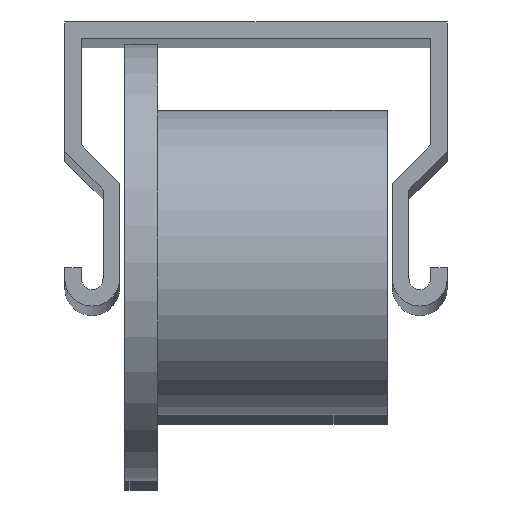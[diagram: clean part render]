
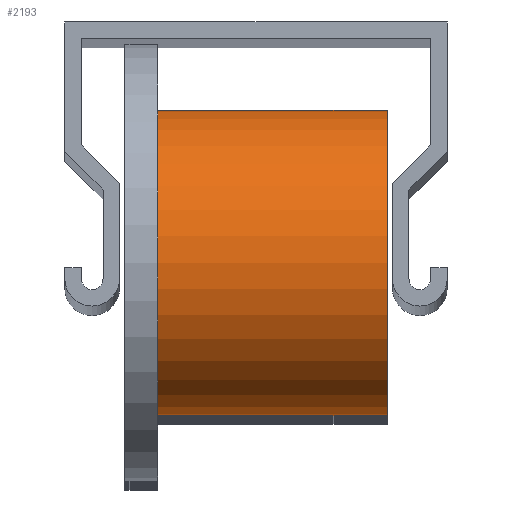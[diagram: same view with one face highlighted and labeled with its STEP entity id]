
A CAD part, top view. The second image highlights one B-rep face of the part: STEP entity #2193.
In plain terms, the highlighted cylindrical face has radius 14 mm (diameter 28 mm), a partial arc.
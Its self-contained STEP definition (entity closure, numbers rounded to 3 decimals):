
#49 = CARTESIAN_POINT ( 'NONE',  ( 8.5, 28., 467. ) ) ;
#50 = ORIENTED_EDGE ( 'NONE', *, *, #983, .T. ) ;
#73 = FACE_OUTER_BOUND ( 'NONE', #170, .T. ) ;
#134 = DIRECTION ( 'NONE',  ( -1., 0., 0. ) ) ;
#170 = EDGE_LOOP ( 'NONE', ( #1232, #50, #1704, #1225 ) ) ;
#171 = DIRECTION ( 'NONE',  ( -1., 0., 0. ) ) ;
#304 = CARTESIAN_POINT ( 'NONE',  ( 8.5, 14., 467. ) ) ;
#368 = DIRECTION ( 'NONE',  ( -1., 0., 0. ) ) ;
#379 = EDGE_CURVE ( 'NONE', #1039, #1456, #2334, .T. ) ;
#388 = DIRECTION ( 'NONE',  ( 0., -1., 0. ) ) ;
#523 = CARTESIAN_POINT ( 'NONE',  ( 19., 0., 467. ) ) ;
#685 = VECTOR ( 'NONE', #1635, 1000. ) ;
#796 = AXIS2_PLACEMENT_3D ( 'NONE', #1628, #171, #388 ) ;
#983 = EDGE_CURVE ( 'NONE', #1456, #2367, #1674, .T. ) ;
#1039 = VERTEX_POINT ( 'NONE', #2500 ) ;
#1135 = DIRECTION ( 'NONE',  ( 1., 0., 0. ) ) ;
#1164 = AXIS2_PLACEMENT_3D ( 'NONE', #1631, #368, #1833 ) ;
#1209 = CARTESIAN_POINT ( 'NONE',  ( 8.5, 0., 467. ) ) ;
#1225 = ORIENTED_EDGE ( 'NONE', *, *, #2092, .F. ) ;
#1232 = ORIENTED_EDGE ( 'NONE', *, *, #379, .T. ) ;
#1452 = VECTOR ( 'NONE', #134, 1000. ) ;
#1456 = VERTEX_POINT ( 'NONE', #2567 ) ;
#1496 = EDGE_CURVE ( 'NONE', #2367, #2178, #2101, .T. ) ;
#1628 = CARTESIAN_POINT ( 'NONE',  ( 29.5, 14., 467. ) ) ;
#1631 = CARTESIAN_POINT ( 'NONE',  ( 19., 14., 467. ) ) ;
#1635 = DIRECTION ( 'NONE',  ( -1., 0., 0. ) ) ;
#1674 = LINE ( 'NONE', #2036, #685 ) ;
#1704 = ORIENTED_EDGE ( 'NONE', *, *, #1496, .T. ) ;
#1833 = DIRECTION ( 'NONE',  ( 0., -1., 0. ) ) ;
#2015 = LINE ( 'NONE', #523, #1452 ) ;
#2036 = CARTESIAN_POINT ( 'NONE',  ( 19., 28., 467. ) ) ;
#2048 = DIRECTION ( 'NONE',  ( 0., -1., 0. ) ) ;
#2080 = CYLINDRICAL_SURFACE ( 'NONE', #1164, 14. ) ;
#2092 = EDGE_CURVE ( 'NONE', #1039, #2178, #2015, .T. ) ;
#2101 = CIRCLE ( 'NONE', #2192, 14. ) ;
#2178 = VERTEX_POINT ( 'NONE', #1209 ) ;
#2192 = AXIS2_PLACEMENT_3D ( 'NONE', #304, #1135, #2048 ) ;
#2193 = ADVANCED_FACE ( 'NONE', ( #73 ), #2080, .T. ) ;
#2334 = CIRCLE ( 'NONE', #796, 14. ) ;
#2367 = VERTEX_POINT ( 'NONE', #49 ) ;
#2500 = CARTESIAN_POINT ( 'NONE',  ( 29.5, 0., 467. ) ) ;
#2567 = CARTESIAN_POINT ( 'NONE',  ( 29.5, 28., 467. ) ) ;
